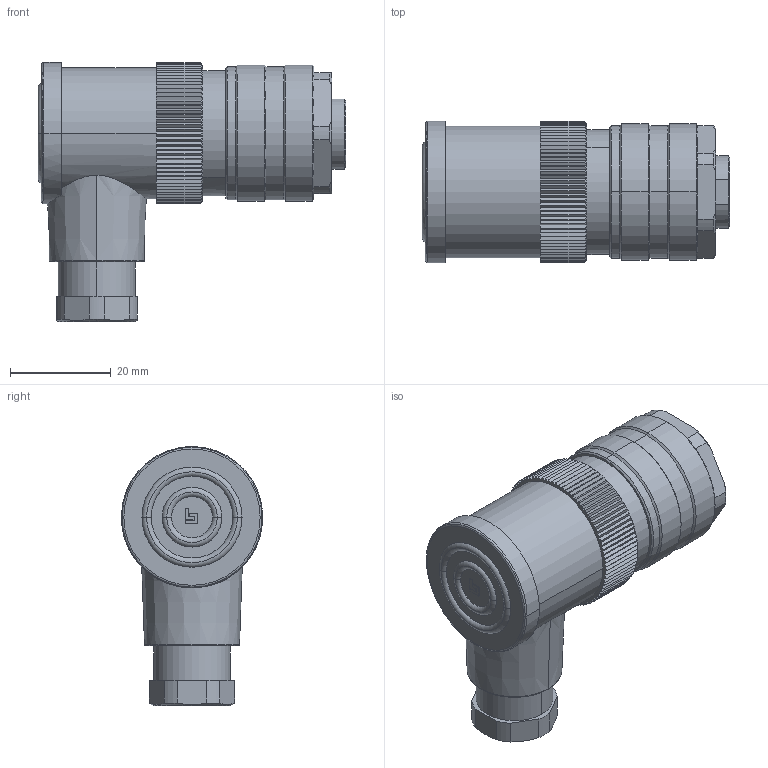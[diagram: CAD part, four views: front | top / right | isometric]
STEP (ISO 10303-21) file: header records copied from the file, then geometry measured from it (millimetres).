
FILE_DESCRIPTION((''),'2;1');
FILE_NAME('CAD-9110','2024-06-03T11:53:01',('creinig-se'),(''),'CREO PARAMETRIC BY PTC INC, 2022284','CREO PARAMETRIC BY PTC INC, 2022284','');
FILE_SCHEMA(('CONFIG_CONTROL_DESIGN','SHAPE_APPEARANCE_LAYERS_GROUPS'));
Length unit declared in the file: millimetre
Products named in the file (1): CAD-9110
Bounding box: 60.9 x 28 x 51.3 mm (x, y, z)
Volume: 36159.9 mm3; surface area: 11162.5 mm2
Topology: 1 solids, 1 shells, 603 faces, 1498 edges, 911 vertices
Faces by surface type: plane 306, cone 173, cylinder 82, torus 42
Entity records: 24536 total; most frequent: CARTESIAN_POINT 4398, ORIENTED_EDGE 2976, DIRECTION 2835, PRESENTATION_STYLE_ASSIGNMENT 1629, STYLED_ITEM 1490, CURVE_STYLE 1488, EDGE_CURVE 1488, AXIS2_PLACEMENT_3D 1086
